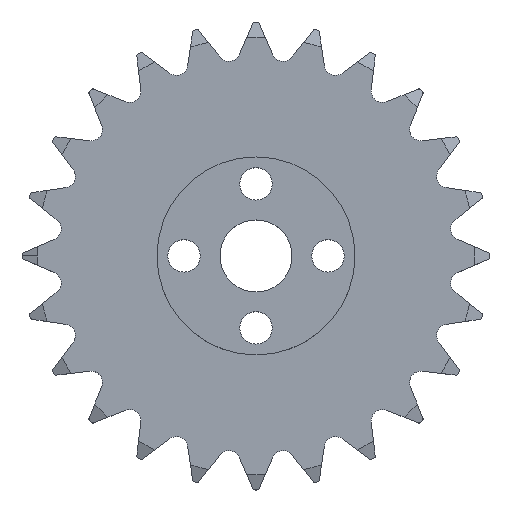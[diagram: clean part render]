
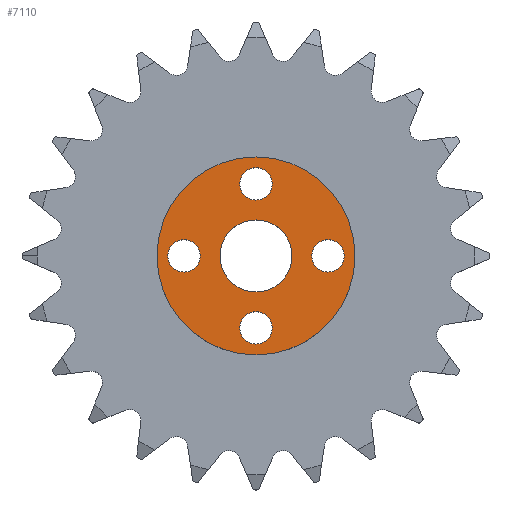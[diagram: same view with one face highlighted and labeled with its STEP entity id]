
A CAD part, top view. The second image highlights one B-rep face of the part: STEP entity #7110.
In plain terms, the highlighted planar face has unit normal (0, 0, 1).
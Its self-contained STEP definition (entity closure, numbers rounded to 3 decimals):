
#26 = CARTESIAN_POINT ( 'NONE',  ( 0., 0., 4. ) ) ;
#217 = ORIENTED_EDGE ( 'NONE', *, *, #3894, .F. ) ;
#358 = DIRECTION ( 'NONE',  ( 0., 0., 1. ) ) ;
#528 = CIRCLE ( 'NONE', #909, 1.8 ) ;
#671 = DIRECTION ( 'NONE',  ( 1., 0., 0. ) ) ;
#740 = CIRCLE ( 'NONE', #920, 1.8 ) ;
#783 = ORIENTED_EDGE ( 'NONE', *, *, #3893, .T. ) ;
#794 = AXIS2_PLACEMENT_3D ( 'NONE', #3278, #7387, #3875 ) ;
#798 = FACE_OUTER_BOUND ( 'NONE', #5040, .T. ) ;
#814 = AXIS2_PLACEMENT_3D ( 'NONE', #26, #4456, #671 ) ;
#893 = AXIS2_PLACEMENT_3D ( 'NONE', #6636, #3035, #7177 ) ;
#895 = AXIS2_PLACEMENT_3D ( 'NONE', #1085, #5446, #1745 ) ;
#903 = CARTESIAN_POINT ( 'NONE',  ( 1.8, -8., 4. ) ) ;
#909 = AXIS2_PLACEMENT_3D ( 'NONE', #3612, #7687, #4232 ) ;
#920 = AXIS2_PLACEMENT_3D ( 'NONE', #4812, #1061, #5415 ) ;
#928 = AXIS2_PLACEMENT_3D ( 'NONE', #1691, #6027, #2335 ) ;
#944 = AXIS2_PLACEMENT_3D ( 'NONE', #4173, #358, #4785 ) ;
#948 = CIRCLE ( 'NONE', #928, 1.8 ) ;
#1004 = FACE_BOUND ( 'NONE', #4655, .T. ) ;
#1061 = DIRECTION ( 'NONE',  ( 0., 0., 1. ) ) ;
#1085 = CARTESIAN_POINT ( 'NONE',  ( 0., 8., 4. ) ) ;
#1248 = CIRCLE ( 'NONE', #814, 4. ) ;
#1384 = EDGE_LOOP ( 'NONE', ( #217, #6321 ) ) ;
#1393 = CARTESIAN_POINT ( 'NONE',  ( -1.8, -8., 4. ) ) ;
#1442 = AXIS2_PLACEMENT_3D ( 'NONE', #5806, #5839, #5892 ) ;
#1474 = CARTESIAN_POINT ( 'NONE',  ( -11., 0., 4. ) ) ;
#1484 = AXIS2_PLACEMENT_3D ( 'NONE', #3621, #3638, #3662 ) ;
#1503 = VERTEX_POINT ( 'NONE', #6077 ) ;
#1523 = DIRECTION ( 'NONE',  ( 0., 0., 1. ) ) ;
#1587 = AXIS2_PLACEMENT_3D ( 'NONE', #6752, #6773, #6796 ) ;
#1599 = AXIS2_PLACEMENT_3D ( 'NONE', #1959, #1990, #2423 ) ;
#1671 = VERTEX_POINT ( 'NONE', #1393 ) ;
#1691 = CARTESIAN_POINT ( 'NONE',  ( -8., 0., 4. ) ) ;
#1745 = DIRECTION ( 'NONE',  ( 1., 0., 0. ) ) ;
#1752 = CIRCLE ( 'NONE', #1599, 1.8 ) ;
#1822 = VERTEX_POINT ( 'NONE', #7409 ) ;
#1871 = ORIENTED_EDGE ( 'NONE', *, *, #2250, .F. ) ;
#1959 = CARTESIAN_POINT ( 'NONE',  ( 0., -8., 4. ) ) ;
#1990 = DIRECTION ( 'NONE',  ( 0., 0., 1. ) ) ;
#2202 = EDGE_CURVE ( 'NONE', #1671, #5381, #1752, .T. ) ;
#2250 = EDGE_CURVE ( 'NONE', #2637, #6364, #7560, .T. ) ;
#2266 = CIRCLE ( 'NONE', #893, 4. ) ;
#2335 = DIRECTION ( 'NONE',  ( 1., 0., 0. ) ) ;
#2423 = DIRECTION ( 'NONE',  ( 1., 0., 0. ) ) ;
#2425 = ORIENTED_EDGE ( 'NONE', *, *, #3905, .F. ) ;
#2465 = EDGE_CURVE ( 'NONE', #5582, #1503, #5414, .T. ) ;
#2523 = EDGE_CURVE ( 'NONE', #5841, #1822, #6622, .T. ) ;
#2528 = FACE_BOUND ( 'NONE', #5618, .T. ) ;
#2569 = CIRCLE ( 'NONE', #794, 11. ) ;
#2637 = VERTEX_POINT ( 'NONE', #5041 ) ;
#2739 = FACE_BOUND ( 'NONE', #3807, .T. ) ;
#2930 = ORIENTED_EDGE ( 'NONE', *, *, #4110, .T. ) ;
#3035 = DIRECTION ( 'NONE',  ( 0., 0., 1. ) ) ;
#3129 = ORIENTED_EDGE ( 'NONE', *, *, #3918, .F. ) ;
#3192 = ORIENTED_EDGE ( 'NONE', *, *, #2202, .F. ) ;
#3278 = CARTESIAN_POINT ( 'NONE',  ( 0., 0., 4. ) ) ;
#3376 = VERTEX_POINT ( 'NONE', #1474 ) ;
#3416 = PLANE ( 'NONE',  #7752 ) ;
#3612 = CARTESIAN_POINT ( 'NONE',  ( 0., -8., 4. ) ) ;
#3621 = CARTESIAN_POINT ( 'NONE',  ( 0., 8., 4. ) ) ;
#3638 = DIRECTION ( 'NONE',  ( 0., 0., 1. ) ) ;
#3662 = DIRECTION ( 'NONE',  ( 1., 0., 0. ) ) ;
#3737 = VERTEX_POINT ( 'NONE', #4463 ) ;
#3770 = VERTEX_POINT ( 'NONE', #5728 ) ;
#3798 = CARTESIAN_POINT ( 'NONE',  ( -1.8, 8., 4. ) ) ;
#3807 = EDGE_LOOP ( 'NONE', ( #3129, #3192 ) ) ;
#3875 = DIRECTION ( 'NONE',  ( 1., 0., 0. ) ) ;
#3893 = EDGE_CURVE ( 'NONE', #3376, #3770, #4300, .T. ) ;
#3894 = EDGE_CURVE ( 'NONE', #1822, #5841, #948, .T. ) ;
#3905 = EDGE_CURVE ( 'NONE', #6364, #2637, #740, .T. ) ;
#3918 = EDGE_CURVE ( 'NONE', #5381, #1671, #528, .T. ) ;
#3921 = EDGE_CURVE ( 'NONE', #1503, #5582, #4109, .T. ) ;
#3934 = EDGE_CURVE ( 'NONE', #7659, #3737, #2266, .T. ) ;
#4092 = EDGE_CURVE ( 'NONE', #3737, #7659, #1248, .T. ) ;
#4109 = CIRCLE ( 'NONE', #895, 1.8 ) ;
#4110 = EDGE_CURVE ( 'NONE', #3770, #3376, #2569, .T. ) ;
#4161 = FACE_BOUND ( 'NONE', #1384, .T. ) ;
#4173 = CARTESIAN_POINT ( 'NONE',  ( 0., 0., 4. ) ) ;
#4232 = DIRECTION ( 'NONE',  ( 1., 0., 0. ) ) ;
#4300 = CIRCLE ( 'NONE', #944, 11. ) ;
#4456 = DIRECTION ( 'NONE',  ( 0., 0., 1. ) ) ;
#4463 = CARTESIAN_POINT ( 'NONE',  ( -4., 0., 4. ) ) ;
#4547 = FACE_BOUND ( 'NONE', #5447, .T. ) ;
#4655 = EDGE_LOOP ( 'NONE', ( #2425, #1871 ) ) ;
#4785 = DIRECTION ( 'NONE',  ( 1., 0., 0. ) ) ;
#4812 = CARTESIAN_POINT ( 'NONE',  ( 8., 0., 4. ) ) ;
#5040 = EDGE_LOOP ( 'NONE', ( #783, #2930 ) ) ;
#5041 = CARTESIAN_POINT ( 'NONE',  ( 6.2, 0., 4. ) ) ;
#5177 = ORIENTED_EDGE ( 'NONE', *, *, #2465, .F. ) ;
#5227 = CARTESIAN_POINT ( 'NONE',  ( 0., 0., 4. ) ) ;
#5381 = VERTEX_POINT ( 'NONE', #903 ) ;
#5414 = CIRCLE ( 'NONE', #1484, 1.8 ) ;
#5415 = DIRECTION ( 'NONE',  ( 1., 0., 0. ) ) ;
#5432 = ORIENTED_EDGE ( 'NONE', *, *, #3921, .F. ) ;
#5446 = DIRECTION ( 'NONE',  ( 0., 0., 1. ) ) ;
#5447 = EDGE_LOOP ( 'NONE', ( #5432, #5177 ) ) ;
#5480 = ORIENTED_EDGE ( 'NONE', *, *, #4092, .F. ) ;
#5582 = VERTEX_POINT ( 'NONE', #3798 ) ;
#5618 = EDGE_LOOP ( 'NONE', ( #7236, #5480 ) ) ;
#5728 = CARTESIAN_POINT ( 'NONE',  ( 11., 0., 4. ) ) ;
#5806 = CARTESIAN_POINT ( 'NONE',  ( -8., 0., 4. ) ) ;
#5839 = DIRECTION ( 'NONE',  ( 0., 0., 1. ) ) ;
#5841 = VERTEX_POINT ( 'NONE', #7145 ) ;
#5869 = DIRECTION ( 'NONE',  ( 1., 0., 0. ) ) ;
#5892 = DIRECTION ( 'NONE',  ( 1., 0., 0. ) ) ;
#6027 = DIRECTION ( 'NONE',  ( 0., 0., 1. ) ) ;
#6077 = CARTESIAN_POINT ( 'NONE',  ( 1.8, 8., 4. ) ) ;
#6309 = CARTESIAN_POINT ( 'NONE',  ( 9.8, 0., 4. ) ) ;
#6321 = ORIENTED_EDGE ( 'NONE', *, *, #2523, .F. ) ;
#6364 = VERTEX_POINT ( 'NONE', #6309 ) ;
#6622 = CIRCLE ( 'NONE', #1442, 1.8 ) ;
#6636 = CARTESIAN_POINT ( 'NONE',  ( 0., 0., 4. ) ) ;
#6752 = CARTESIAN_POINT ( 'NONE',  ( 8., 0., 4. ) ) ;
#6773 = DIRECTION ( 'NONE',  ( 0., 0., 1. ) ) ;
#6796 = DIRECTION ( 'NONE',  ( 1., 0., 0. ) ) ;
#7110 = ADVANCED_FACE ( 'NONE', ( #4161, #1004, #2739, #4547, #2528, #798 ), #3416, .T. ) ;
#7145 = CARTESIAN_POINT ( 'NONE',  ( -9.8, 0., 4. ) ) ;
#7174 = CARTESIAN_POINT ( 'NONE',  ( 4., 0., 4. ) ) ;
#7177 = DIRECTION ( 'NONE',  ( 1., 0., 0. ) ) ;
#7236 = ORIENTED_EDGE ( 'NONE', *, *, #3934, .F. ) ;
#7387 = DIRECTION ( 'NONE',  ( 0., 0., 1. ) ) ;
#7409 = CARTESIAN_POINT ( 'NONE',  ( -6.2, 0., 4. ) ) ;
#7560 = CIRCLE ( 'NONE', #1587, 1.8 ) ;
#7659 = VERTEX_POINT ( 'NONE', #7174 ) ;
#7687 = DIRECTION ( 'NONE',  ( 0., 0., 1. ) ) ;
#7752 = AXIS2_PLACEMENT_3D ( 'NONE', #5227, #1523, #5869 ) ;
